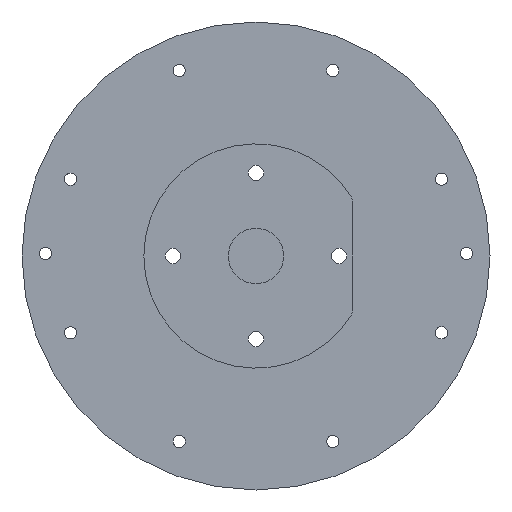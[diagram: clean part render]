
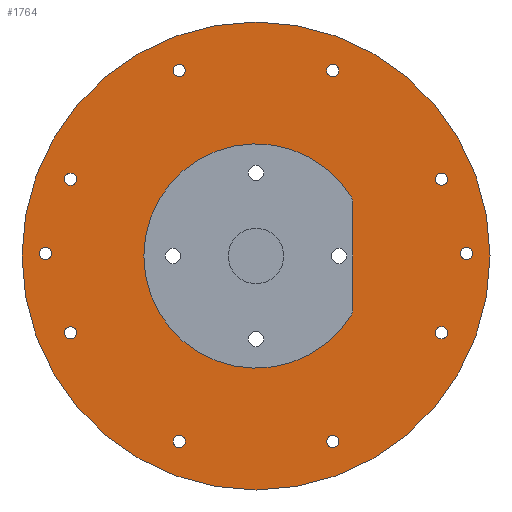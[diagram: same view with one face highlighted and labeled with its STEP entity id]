
A CAD part, front view. The second image highlights one B-rep face of the part: STEP entity #1764.
In plain terms, the highlighted planar face has unit normal (0, -1, 0).
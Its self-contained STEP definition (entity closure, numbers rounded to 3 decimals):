
#44=FACE_BOUND('',#338,.T.);
#45=FACE_BOUND('',#339,.T.);
#46=FACE_BOUND('',#340,.T.);
#47=FACE_BOUND('',#341,.T.);
#48=FACE_BOUND('',#342,.T.);
#49=FACE_BOUND('',#343,.T.);
#50=FACE_BOUND('',#344,.T.);
#51=FACE_BOUND('',#345,.T.);
#52=FACE_BOUND('',#346,.T.);
#53=FACE_BOUND('',#347,.T.);
#54=FACE_BOUND('',#348,.T.);
#113=PLANE('',#2007);
#213=FACE_OUTER_BOUND('',#337,.T.);
#337=EDGE_LOOP('',(#1604));
#338=EDGE_LOOP('',(#1605,#1606,#1607,#1608));
#339=EDGE_LOOP('',(#1609));
#340=EDGE_LOOP('',(#1610));
#341=EDGE_LOOP('',(#1611));
#342=EDGE_LOOP('',(#1612));
#343=EDGE_LOOP('',(#1613));
#344=EDGE_LOOP('',(#1614));
#345=EDGE_LOOP('',(#1615));
#346=EDGE_LOOP('',(#1616));
#347=EDGE_LOOP('',(#1617));
#348=EDGE_LOOP('',(#1618));
#352=LINE('',#2593,#479);
#479=VECTOR('',#2022,10.);
#605=CIRCLE('',#1791,4.);
#607=CIRCLE('',#1795,4.);
#609=CIRCLE('',#1798,40.5);
#665=CIRCLE('',#1896,2.2);
#702=CIRCLE('',#1955,2.2);
#703=CIRCLE('',#1958,2.2);
#704=CIRCLE('',#1960,2.2);
#705=CIRCLE('',#1962,2.2);
#706=CIRCLE('',#1964,2.2);
#707=CIRCLE('',#1966,2.2);
#708=CIRCLE('',#1968,2.2);
#709=CIRCLE('',#1970,2.2);
#710=CIRCLE('',#1972,2.2);
#719=CIRCLE('',#2008,84.5);
#722=VERTEX_POINT('',#2586);
#723=VERTEX_POINT('',#2588);
#724=VERTEX_POINT('',#2592);
#727=VERTEX_POINT('',#2600);
#810=VERTEX_POINT('',#2852);
#858=VERTEX_POINT('',#2990);
#859=VERTEX_POINT('',#2997);
#860=VERTEX_POINT('',#3001);
#861=VERTEX_POINT('',#3005);
#862=VERTEX_POINT('',#3009);
#863=VERTEX_POINT('',#3013);
#864=VERTEX_POINT('',#3017);
#865=VERTEX_POINT('',#3021);
#866=VERTEX_POINT('',#3025);
#875=VERTEX_POINT('',#3090);
#878=EDGE_CURVE('',#722,#723,#605,.T.);
#880=EDGE_CURVE('',#724,#723,#352,.T.);
#884=EDGE_CURVE('',#724,#727,#607,.T.);
#887=EDGE_CURVE('',#722,#727,#609,.T.);
#1008=EDGE_CURVE('',#810,#810,#665,.T.);
#1077=EDGE_CURVE('',#858,#858,#702,.T.);
#1081=EDGE_CURVE('',#859,#859,#703,.T.);
#1083=EDGE_CURVE('',#860,#860,#704,.T.);
#1085=EDGE_CURVE('',#861,#861,#705,.T.);
#1087=EDGE_CURVE('',#862,#862,#706,.T.);
#1089=EDGE_CURVE('',#863,#863,#707,.T.);
#1091=EDGE_CURVE('',#864,#864,#708,.T.);
#1093=EDGE_CURVE('',#865,#865,#709,.T.);
#1095=EDGE_CURVE('',#866,#866,#710,.T.);
#1123=EDGE_CURVE('',#875,#875,#719,.T.);
#1604=ORIENTED_EDGE('',*,*,#1123,.F.);
#1605=ORIENTED_EDGE('',*,*,#880,.T.);
#1606=ORIENTED_EDGE('',*,*,#878,.F.);
#1607=ORIENTED_EDGE('',*,*,#887,.T.);
#1608=ORIENTED_EDGE('',*,*,#884,.F.);
#1609=ORIENTED_EDGE('',*,*,#1008,.T.);
#1610=ORIENTED_EDGE('',*,*,#1077,.T.);
#1611=ORIENTED_EDGE('',*,*,#1081,.T.);
#1612=ORIENTED_EDGE('',*,*,#1083,.T.);
#1613=ORIENTED_EDGE('',*,*,#1085,.T.);
#1614=ORIENTED_EDGE('',*,*,#1087,.T.);
#1615=ORIENTED_EDGE('',*,*,#1089,.T.);
#1616=ORIENTED_EDGE('',*,*,#1091,.T.);
#1617=ORIENTED_EDGE('',*,*,#1093,.T.);
#1618=ORIENTED_EDGE('',*,*,#1095,.T.);
#1764=ADVANCED_FACE('',(#213,#44,#45,#46,#47,#48,#49,#50,#51,#52,#53,#54),
#113,.T.);
#1791=AXIS2_PLACEMENT_3D('',#2589,#2017,#2018);
#1795=AXIS2_PLACEMENT_3D('',#2601,#2029,#2030);
#1798=AXIS2_PLACEMENT_3D('',#2605,#2036,#2037);
#1896=AXIS2_PLACEMENT_3D('',#2854,#2292,#2293);
#1955=AXIS2_PLACEMENT_3D('',#2992,#2441,#2442);
#1958=AXIS2_PLACEMENT_3D('',#2999,#2450,#2451);
#1960=AXIS2_PLACEMENT_3D('',#3003,#2455,#2456);
#1962=AXIS2_PLACEMENT_3D('',#3007,#2460,#2461);
#1964=AXIS2_PLACEMENT_3D('',#3011,#2465,#2466);
#1966=AXIS2_PLACEMENT_3D('',#3015,#2470,#2471);
#1968=AXIS2_PLACEMENT_3D('',#3019,#2475,#2476);
#1970=AXIS2_PLACEMENT_3D('',#3023,#2480,#2481);
#1972=AXIS2_PLACEMENT_3D('',#3027,#2485,#2486);
#2007=AXIS2_PLACEMENT_3D('',#3089,#2574,#2575);
#2008=AXIS2_PLACEMENT_3D('',#3091,#2576,#2577);
#2017=DIRECTION('center_axis',(0.,-1.,0.));
#2018=DIRECTION('ref_axis',(0.962,0.,-0.274));
#2022=DIRECTION('',(0.,0.,-1.));
#2029=DIRECTION('center_axis',(0.,-1.,0.));
#2030=DIRECTION('ref_axis',(0.962,0.,0.274));
#2036=DIRECTION('center_axis',(0.,1.,0.));
#2037=DIRECTION('ref_axis',(1.,0.,0.));
#2292=DIRECTION('center_axis',(0.,1.,0.));
#2293=DIRECTION('ref_axis',(-1.,0.,0.));
#2441=DIRECTION('center_axis',(0.,1.,0.));
#2442=DIRECTION('ref_axis',(1.,0.,0.));
#2450=DIRECTION('center_axis',(0.,1.,0.));
#2451=DIRECTION('ref_axis',(0.707,0.,0.707));
#2455=DIRECTION('center_axis',(0.,1.,0.));
#2456=DIRECTION('ref_axis',(0.,0.,1.));
#2460=DIRECTION('center_axis',(0.,1.,0.));
#2461=DIRECTION('ref_axis',(-0.707,0.,0.707));
#2465=DIRECTION('center_axis',(0.,1.,0.));
#2466=DIRECTION('ref_axis',(-1.,0.,0.));
#2470=DIRECTION('center_axis',(0.,1.,0.));
#2471=DIRECTION('ref_axis',(-0.707,0.,-0.707));
#2475=DIRECTION('center_axis',(0.,1.,0.));
#2476=DIRECTION('ref_axis',(0.,0.,-1.));
#2480=DIRECTION('center_axis',(0.,1.,0.));
#2481=DIRECTION('ref_axis',(0.707,0.,-0.707));
#2485=DIRECTION('center_axis',(0.,1.,0.));
#2486=DIRECTION('ref_axis',(1.,0.,0.));
#2574=DIRECTION('center_axis',(0.,-1.,0.));
#2575=DIRECTION('ref_axis',(0.,0.,-1.));
#2576=DIRECTION('center_axis',(0.,1.,0.));
#2577=DIRECTION('ref_axis',(1.,0.,0.));
#2586=CARTESIAN_POINT('',(34.397,0.,-21.379));
#2588=CARTESIAN_POINT('',(35.,0.,-19.268));
#2589=CARTESIAN_POINT('Origin',(31.,0.,-19.268));
#2592=CARTESIAN_POINT('',(35.,0.,19.268));
#2593=CARTESIAN_POINT('',(35.,0.,-32.061));
#2600=CARTESIAN_POINT('',(34.397,0.,21.379));
#2601=CARTESIAN_POINT('Origin',(31.,0.,19.268));
#2605=CARTESIAN_POINT('Origin',(0.,0.,0.));
#2852=CARTESIAN_POINT('',(78.2,0.,0.939));
#2854=CARTESIAN_POINT('Origin',(76.,0.,0.939));
#2990=CARTESIAN_POINT('',(-78.2,0.,0.939));
#2992=CARTESIAN_POINT('Origin',(-76.,0.,0.939));
#2997=CARTESIAN_POINT('',(-29.3,0.,-68.537));
#2999=CARTESIAN_POINT('Origin',(-27.745,0.,-66.981));
#3001=CARTESIAN_POINT('',(27.745,0.,-69.181));
#3003=CARTESIAN_POINT('Origin',(27.745,0.,-66.981));
#3005=CARTESIAN_POINT('',(68.537,0.,-29.3));
#3007=CARTESIAN_POINT('Origin',(66.981,0.,-27.745));
#3009=CARTESIAN_POINT('',(69.181,0.,27.745));
#3011=CARTESIAN_POINT('Origin',(66.981,0.,27.745));
#3013=CARTESIAN_POINT('',(29.3,0.,68.537));
#3015=CARTESIAN_POINT('Origin',(27.745,0.,66.981));
#3017=CARTESIAN_POINT('',(-27.745,0.,69.181));
#3019=CARTESIAN_POINT('Origin',(-27.745,0.,66.981));
#3021=CARTESIAN_POINT('',(-68.537,0.,29.3));
#3023=CARTESIAN_POINT('Origin',(-66.981,0.,27.745));
#3025=CARTESIAN_POINT('',(-69.181,0.,-27.745));
#3027=CARTESIAN_POINT('Origin',(-66.981,0.,-27.745));
#3089=CARTESIAN_POINT('Origin',(0.,0.,-84.5));
#3090=CARTESIAN_POINT('',(0.,0.,84.5));
#3091=CARTESIAN_POINT('Origin',(0.,0.,0.));
